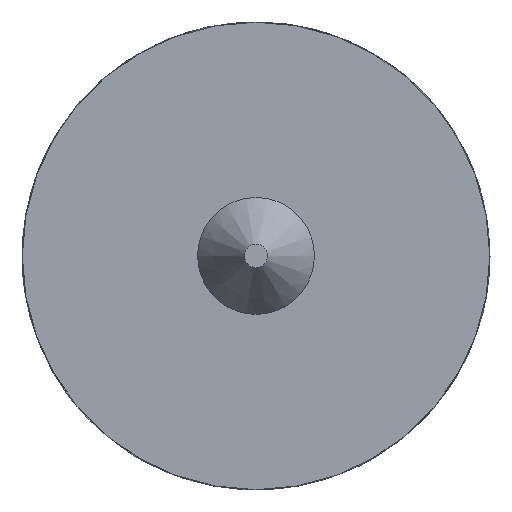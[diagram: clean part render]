
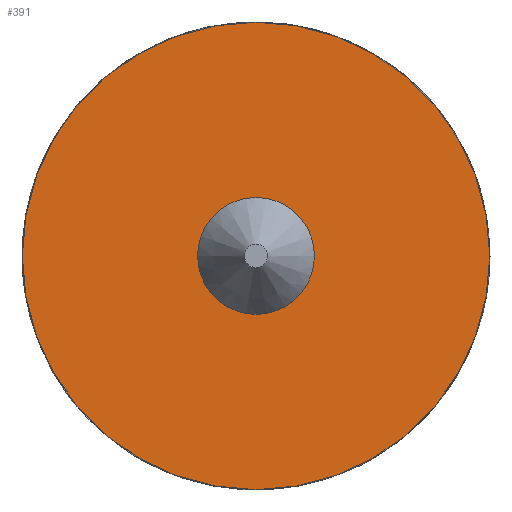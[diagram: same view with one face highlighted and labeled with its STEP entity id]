
A CAD part, front view. The second image highlights one B-rep face of the part: STEP entity #391.
In plain terms, the highlighted planar face has unit normal (0, -1, 0).
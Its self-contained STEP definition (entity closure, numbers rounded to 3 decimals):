
#23=FACE_BOUND('',#71,.T.);
#24=PLANE('',#437);
#46=FACE_OUTER_BOUND('',#70,.T.);
#70=EDGE_LOOP('',(#298));
#71=EDGE_LOOP('',(#299));
#89=CIRCLE('',#434,4.);
#92=CIRCLE('',#438,1.);
#181=VERTEX_POINT('',#814);
#187=VERTEX_POINT('',#843);
#225=EDGE_CURVE('',#181,#181,#89,.T.);
#232=EDGE_CURVE('',#187,#187,#92,.T.);
#298=ORIENTED_EDGE('',*,*,#225,.T.);
#299=ORIENTED_EDGE('',*,*,#232,.F.);
#391=ADVANCED_FACE('',(#46,#23),#24,.T.);
#434=AXIS2_PLACEMENT_3D('',#815,#495,#496);
#437=AXIS2_PLACEMENT_3D('',#842,#503,#504);
#438=AXIS2_PLACEMENT_3D('',#844,#505,#506);
#495=DIRECTION('center_axis',(0.,-1.,0.));
#496=DIRECTION('ref_axis',(1.,0.,0.));
#503=DIRECTION('center_axis',(0.,-1.,0.));
#504=DIRECTION('ref_axis',(0.,0.,-1.));
#505=DIRECTION('center_axis',(0.,-1.,0.));
#506=DIRECTION('ref_axis',(1.,0.,0.));
#814=CARTESIAN_POINT('',(-4.,7.5,0.));
#815=CARTESIAN_POINT('Origin',(0.,7.5,0.));
#842=CARTESIAN_POINT('Origin',(1.,7.5,0.));
#843=CARTESIAN_POINT('',(-1.,7.5,0.));
#844=CARTESIAN_POINT('Origin',(0.,7.5,0.));
